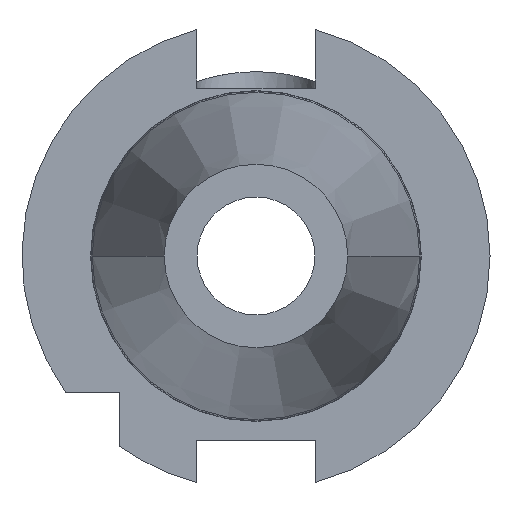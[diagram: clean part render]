
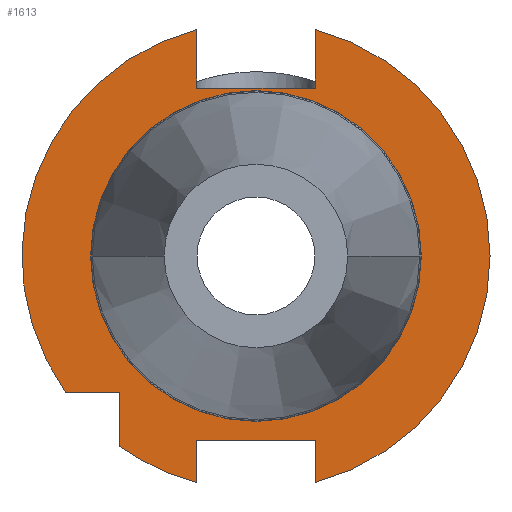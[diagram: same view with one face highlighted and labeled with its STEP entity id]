
A CAD part, left-side view. The second image highlights one B-rep face of the part: STEP entity #1613.
In plain terms, the highlighted planar face has unit normal (-1, 0, 0).
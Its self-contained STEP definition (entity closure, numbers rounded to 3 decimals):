
#249=DIRECTION('',(0.,-1.,0.));
#250=VECTOR('',#249,7.334);
#251=CARTESIAN_POINT('',(3.2,25.834,-18.5));
#252=LINE('',#251,#250);
#256=DIRECTION('',(0.,0.,-1.));
#257=VECTOR('',#256,7.938);
#258=CARTESIAN_POINT('',(3.2,8.05,30.738));
#259=LINE('',#258,#257);
#263=DIRECTION('',(0.,1.,0.));
#264=VECTOR('',#263,16.1);
#265=CARTESIAN_POINT('',(3.2,-8.05,22.8));
#266=LINE('',#265,#264);
#270=DIRECTION('',(0.,0.,-1.));
#271=VECTOR('',#270,7.938);
#272=CARTESIAN_POINT('',(3.2,-8.05,30.738));
#273=LINE('',#272,#271);
#277=DIRECTION('',(0.,0.,1.));
#278=VECTOR('',#277,5.738);
#279=CARTESIAN_POINT('',(3.2,-8.05,-30.738));
#280=LINE('',#279,#278);
#284=DIRECTION('',(0.,1.,0.));
#285=VECTOR('',#284,16.1);
#286=CARTESIAN_POINT('',(3.2,-8.05,-25.));
#287=LINE('',#286,#285);
#291=DIRECTION('',(0.,0.,1.));
#292=VECTOR('',#291,5.738);
#293=CARTESIAN_POINT('',(3.2,8.05,-30.738));
#294=LINE('',#293,#292);
#298=DIRECTION('',(0.,0.,1.));
#299=VECTOR('',#298,7.334);
#300=CARTESIAN_POINT('',(3.2,18.5,-25.834));
#301=LINE('',#300,#299);
#319=CARTESIAN_POINT('',(3.2,0.,0.));
#320=DIRECTION('',(-1.,0.,0.));
#321=DIRECTION('',(0.,1.,0.));
#322=AXIS2_PLACEMENT_3D('',#319,#320,#321);
#327=CARTESIAN_POINT('',(3.2,0.,0.));
#328=DIRECTION('',(1.,0.,0.));
#329=DIRECTION('',(0.,1.,0.));
#330=AXIS2_PLACEMENT_3D('',#327,#328,#329);
#1092=CARTESIAN_POINT('',(3.2,0.,0.));
#1093=DIRECTION('',(-1.,0.,0.));
#1094=DIRECTION('',(0.,-0.253,-0.967));
#1095=AXIS2_PLACEMENT_3D('',#1092,#1093,#1094);
#1137=CARTESIAN_POINT('',(3.2,0.,0.));
#1138=DIRECTION('',(-1.,0.,0.));
#1139=DIRECTION('',(0.,0.253,0.967));
#1140=AXIS2_PLACEMENT_3D('',#1137,#1138,#1139);
#1152=CARTESIAN_POINT('',(3.2,0.,0.));
#1153=DIRECTION('',(-1.,0.,0.));
#1154=DIRECTION('',(0.,0.582,-0.813));
#1155=AXIS2_PLACEMENT_3D('',#1152,#1153,#1154);
#1197=CARTESIAN_POINT('',(3.2,22.334,0.));
#1199=VERTEX_POINT('',#1197);
#1207=CARTESIAN_POINT('',(3.2,-22.334,0.));
#1209=VERTEX_POINT('',#1207);
#1229=CARTESIAN_POINT('',(3.2,8.05,30.738));
#1230=VERTEX_POINT('',#1229);
#1231=CARTESIAN_POINT('',(3.2,-8.05,30.738));
#1232=VERTEX_POINT('',#1231);
#1233=CARTESIAN_POINT('',(3.2,-8.05,22.8));
#1234=CARTESIAN_POINT('',(3.2,8.05,22.8));
#1235=VERTEX_POINT('',#1233);
#1236=VERTEX_POINT('',#1234);
#1273=CARTESIAN_POINT('',(3.2,8.05,-30.738));
#1274=VERTEX_POINT('',#1273);
#1275=CARTESIAN_POINT('',(3.2,-8.05,-30.738));
#1276=VERTEX_POINT('',#1275);
#1277=CARTESIAN_POINT('',(3.2,-8.05,-25.));
#1278=CARTESIAN_POINT('',(3.2,8.05,-25.));
#1279=VERTEX_POINT('',#1277);
#1280=VERTEX_POINT('',#1278);
#1305=CARTESIAN_POINT('',(3.2,25.834,-18.5));
#1306=VERTEX_POINT('',#1305);
#1307=CARTESIAN_POINT('',(3.2,18.5,-25.834));
#1308=VERTEX_POINT('',#1307);
#1309=CARTESIAN_POINT('',(3.2,18.5,-18.5));
#1310=VERTEX_POINT('',#1309);
#1581=CARTESIAN_POINT('',(3.2,0.,0.));
#1582=DIRECTION('',(1.,0.,0.));
#1583=DIRECTION('',(0.,-1.,0.));
#1584=AXIS2_PLACEMENT_3D('',#1581,#1582,#1583);
#1585=PLANE('',#1584);
#1587=ORIENTED_EDGE('',*,*,#1586,.F.);
#1589=ORIENTED_EDGE('',*,*,#1588,.F.);
#1590=ORIENTED_EDGE('',*,*,#1502,.T.);
#1592=ORIENTED_EDGE('',*,*,#1591,.F.);
#1594=ORIENTED_EDGE('',*,*,#1593,.F.);
#1596=ORIENTED_EDGE('',*,*,#1595,.F.);
#1597=ORIENTED_EDGE('',*,*,#1563,.T.);
#1598=ORIENTED_EDGE('',*,*,#1424,.T.);
#1600=ORIENTED_EDGE('',*,*,#1599,.F.);
#1602=ORIENTED_EDGE('',*,*,#1601,.F.);
#1604=ORIENTED_EDGE('',*,*,#1603,.T.);
#1605=EDGE_LOOP('',(#1587,#1589,#1590,#1592,#1594,#1596,#1597,#1598,#1600,#1602,
#1604));
#1606=FACE_OUTER_BOUND('',#1605,.F.);
#1608=ORIENTED_EDGE('',*,*,#1607,.T.);
#1610=ORIENTED_EDGE('',*,*,#1609,.F.);
#1611=EDGE_LOOP('',(#1608,#1610));
#1612=FACE_BOUND('',#1611,.F.);
#323=CIRCLE('',#322,22.334);
#331=CIRCLE('',#330,22.334);
#1096=CIRCLE('',#1095,31.775);
#1141=CIRCLE('',#1140,31.775);
#1156=CIRCLE('',#1155,31.775);
#1424=EDGE_CURVE('',#1279,#1280,#287,.T.);
#1502=EDGE_CURVE('',#1230,#1236,#259,.T.);
#1563=EDGE_CURVE('',#1276,#1279,#280,.T.);
#1586=EDGE_CURVE('',#1306,#1310,#252,.T.);
#1588=EDGE_CURVE('',#1230,#1306,#1141,.T.);
#1591=EDGE_CURVE('',#1235,#1236,#266,.T.);
#1593=EDGE_CURVE('',#1232,#1235,#273,.T.);
#1595=EDGE_CURVE('',#1276,#1232,#1096,.T.);
#1599=EDGE_CURVE('',#1274,#1280,#294,.T.);
#1601=EDGE_CURVE('',#1308,#1274,#1156,.T.);
#1603=EDGE_CURVE('',#1308,#1310,#301,.T.);
#1607=EDGE_CURVE('',#1199,#1209,#323,.T.);
#1609=EDGE_CURVE('',#1199,#1209,#331,.T.);
#1613=ADVANCED_FACE('',(#1606,#1612),#1585,.F.);
